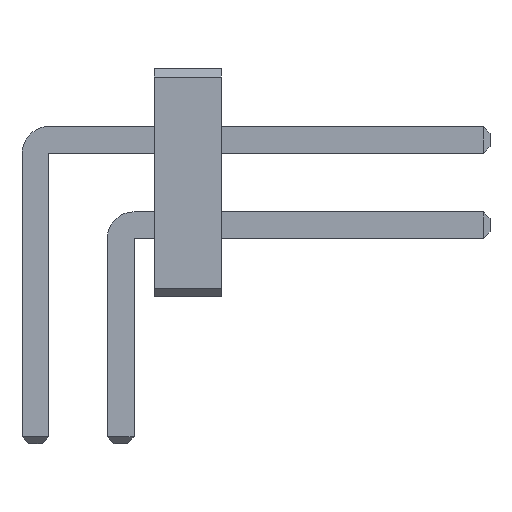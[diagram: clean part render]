
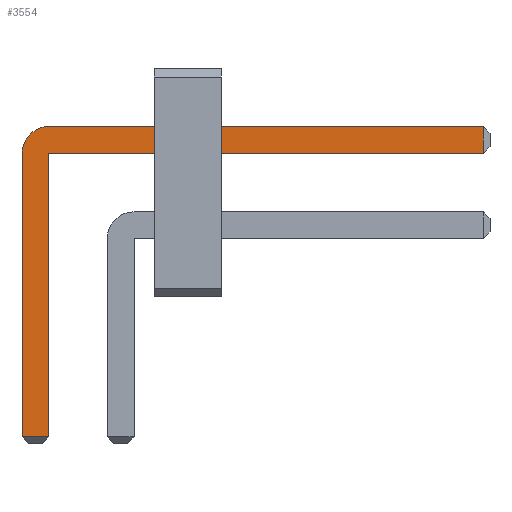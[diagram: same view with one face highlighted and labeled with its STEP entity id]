
A CAD part, front view. The second image highlights one B-rep face of the part: STEP entity #3554.
In plain terms, the highlighted planar face has unit normal (0, -1, 0).
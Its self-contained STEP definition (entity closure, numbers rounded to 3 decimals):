
#13=DIRECTION('',(0.,0.,1.));
#1582=VECTOR('',#13,1.);
#3356=VECTOR('',#3357,1.);
#3357=DIRECTION('',(1.,0.,0.));
#3363=VECTOR('',#3364,1.);
#3364=DIRECTION('',(0.,0.,-1.));
#3371=VECTOR('',#3372,1.);
#3372=DIRECTION('',(-1.,0.,0.));
#3393=DIRECTION('',(-0.,1.,0.));
#3397=DIRECTION('',(0.,1.,0.));
#3398=DIRECTION('',(0.,0.,1.));
#3405=VERTEX_POINT('',#3406);
#3406=CARTESIAN_POINT('',(0.2,-33.22,2.535));
#3408=ORIENTED_EDGE('',*,*,#3409,.T.);
#3409=EDGE_CURVE('',#3405,#3410,#3412,.T.);
#3410=VERTEX_POINT('',#3411);
#3411=CARTESIAN_POINT('',(6.67,-33.22,2.535));
#3412=LINE('',#3413,#3356);
#3413=CARTESIAN_POINT('',(-0.2,-33.22,2.535));
#3450=EDGE_CURVE('',#3451,#3405,#3453,.T.);
#3451=VERTEX_POINT('',#3452);
#3452=CARTESIAN_POINT('',(-0.2,-33.22,2.135));
#3453=CIRCLE('',#3454,0.4);
#3454=AXIS2_PLACEMENT_3D('',#3455,#3393,#3364);
#3455=CARTESIAN_POINT('',(0.2,-33.22,2.135));
#3467=VERTEX_POINT('',#3468);
#3468=CARTESIAN_POINT('',(6.67,-33.22,2.135));
#3470=ORIENTED_EDGE('',*,*,#3471,.T.);
#3471=EDGE_CURVE('',#3467,#3472,#3473,.T.);
#3472=VERTEX_POINT('',#3455);
#3473=LINE('',#3474,#3371);
#3474=CARTESIAN_POINT('',(6.77,-33.22,2.135));
#3486=VERTEX_POINT('',#3487);
#3487=CARTESIAN_POINT('',(-0.2,-33.22,-2.085));
#3489=ORIENTED_EDGE('',*,*,#3490,.T.);
#3490=EDGE_CURVE('',#3486,#3451,#3491,.T.);
#3491=LINE('',#3492,#1582);
#3492=CARTESIAN_POINT('',(-0.2,-33.22,-2.185));
#3500=ORIENTED_EDGE('',*,*,#3501,.T.);
#3501=EDGE_CURVE('',#3472,#3502,#3504,.T.);
#3502=VERTEX_POINT('',#3503);
#3503=CARTESIAN_POINT('',(0.2,-33.22,-2.085));
#3504=LINE('',#3455,#3363);
#3554=ADVANCED_FACE('',(#3555),#3564,.F.);
#3555=FACE_BOUND('',#3556,.F.);
#3556=EDGE_LOOP('',(#3408,#3557,#3470,#3500,#3560,#3489,#3563));
#3557=ORIENTED_EDGE('',*,*,#3558,.T.);
#3558=EDGE_CURVE('',#3410,#3467,#3559,.T.);
#3559=LINE('',#3411,#3363);
#3560=ORIENTED_EDGE('',*,*,#3561,.T.);
#3561=EDGE_CURVE('',#3502,#3486,#3562,.T.);
#3562=LINE('',#3503,#3371);
#3563=ORIENTED_EDGE('',*,*,#3450,.T.);
#3564=PLANE('',#3565);
#3565=AXIS2_PLACEMENT_3D('',#3566,#3397,#3398);
#3566=CARTESIAN_POINT('',(2.071,-33.22,1.389));
